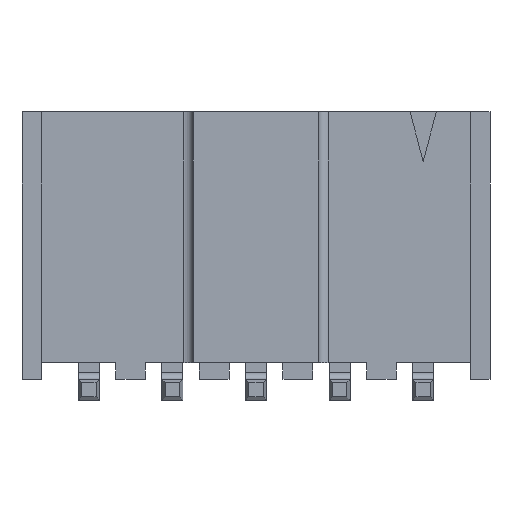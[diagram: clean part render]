
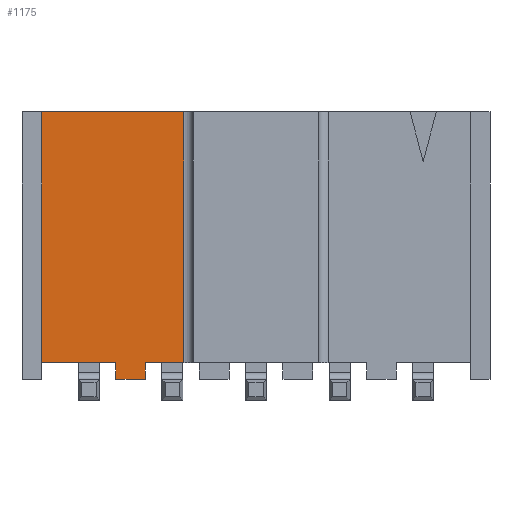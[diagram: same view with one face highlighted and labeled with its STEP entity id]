
A CAD part, front view. The second image highlights one B-rep face of the part: STEP entity #1175.
In plain terms, the highlighted planar face has unit normal (0, -1, 0).
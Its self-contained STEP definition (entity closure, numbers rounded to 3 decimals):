
#1087=CARTESIAN_POINT('',(-6.51,-3.175,-7.62));
#1088=VERTEX_POINT('',#1087);
#1095=CARTESIAN_POINT('',(-6.51,-3.175,0.));
#1096=VERTEX_POINT('',#1095);
#1097=CARTESIAN_POINT('',(-6.51,-3.175,-7.62));
#1098=DIRECTION('',(0.,0.,1.));
#1099=VECTOR('',#1098,7.62);
#1100=LINE('',#1097,#1099);
#1101=EDGE_CURVE('',#1088,#1096,#1100,.T.);
#1113=CARTESIAN_POINT('',(-4.205,-3.175,-4.065));
#1114=DIRECTION('',(1.,0.,0.));
#1115=DIRECTION('',(0.,-1.,0.));
#1116=AXIS2_PLACEMENT_3D('',#1113,#1115,#1114);
#1117=PLANE('',#1116);
#1118=ORIENTED_EDGE('',*,*,#1101,.F.);
#1119=CARTESIAN_POINT('',(-4.26,-3.175,-7.62));
#1120=VERTEX_POINT('',#1119);
#1121=CARTESIAN_POINT('',(-6.51,-3.175,-7.62));
#1122=DIRECTION('',(1.,0.,0.));
#1123=VECTOR('',#1122,2.25);
#1124=LINE('',#1121,#1123);
#1125=EDGE_CURVE('',#1088,#1120,#1124,.T.);
#1126=ORIENTED_EDGE('',*,*,#1125,.T.);
#1127=CARTESIAN_POINT('',(-4.26,-3.175,-8.13));
#1128=VERTEX_POINT('',#1127);
#1129=CARTESIAN_POINT('',(-4.26,-3.175,-7.62));
#1130=DIRECTION('',(0.,0.,-1.));
#1131=VECTOR('',#1130,0.51);
#1132=LINE('',#1129,#1131);
#1133=EDGE_CURVE('',#1120,#1128,#1132,.T.);
#1134=ORIENTED_EDGE('',*,*,#1133,.T.);
#1135=CARTESIAN_POINT('',(-3.36,-3.175,-8.13));
#1136=VERTEX_POINT('',#1135);
#1137=CARTESIAN_POINT('',(-4.26,-3.175,-8.13));
#1138=DIRECTION('',(1.,0.,0.));
#1139=VECTOR('',#1138,0.9);
#1140=LINE('',#1137,#1139);
#1141=EDGE_CURVE('',#1128,#1136,#1140,.T.);
#1142=ORIENTED_EDGE('',*,*,#1141,.T.);
#1143=CARTESIAN_POINT('',(-3.36,-3.175,-7.62));
#1144=VERTEX_POINT('',#1143);
#1145=CARTESIAN_POINT('',(-3.36,-3.175,-8.13));
#1146=DIRECTION('',(0.,0.,1.));
#1147=VECTOR('',#1146,0.51);
#1148=LINE('',#1145,#1147);
#1149=EDGE_CURVE('',#1136,#1144,#1148,.T.);
#1150=ORIENTED_EDGE('',*,*,#1149,.T.);
#1151=CARTESIAN_POINT('',(-2.2,-3.175,-7.62));
#1152=VERTEX_POINT('',#1151);
#1153=CARTESIAN_POINT('',(-3.36,-3.175,-7.62));
#1154=DIRECTION('',(1.,0.,0.));
#1155=VECTOR('',#1154,1.16);
#1156=LINE('',#1153,#1155);
#1157=EDGE_CURVE('',#1144,#1152,#1156,.T.);
#1158=ORIENTED_EDGE('',*,*,#1157,.T.);
#1159=CARTESIAN_POINT('',(-2.2,-3.175,0.));
#1160=VERTEX_POINT('',#1159);
#1161=CARTESIAN_POINT('',(-2.2,-3.175,-7.62));
#1162=DIRECTION('',(0.,0.,1.));
#1163=VECTOR('',#1162,7.62);
#1164=LINE('',#1161,#1163);
#1165=EDGE_CURVE('',#1152,#1160,#1164,.T.);
#1166=ORIENTED_EDGE('',*,*,#1165,.T.);
#1167=CARTESIAN_POINT('',(-2.2,-3.175,0.));
#1168=DIRECTION('',(-1.,0.,0.));
#1169=VECTOR('',#1168,4.31);
#1170=LINE('',#1167,#1169);
#1171=EDGE_CURVE('',#1160,#1096,#1170,.T.);
#1172=ORIENTED_EDGE('',*,*,#1171,.T.);
#1173=EDGE_LOOP('',(#1118,#1126,#1134,#1142,#1150,#1158,#1166,#1172));
#1174=FACE_OUTER_BOUND('',#1173,.T.);
#1175=ADVANCED_FACE('',(#1174),#1117,.T.);
